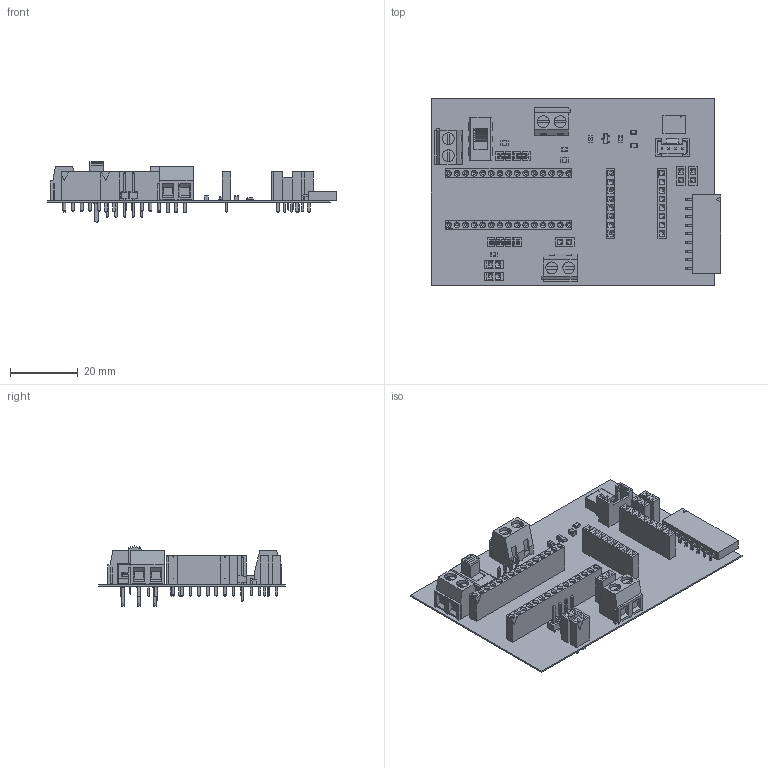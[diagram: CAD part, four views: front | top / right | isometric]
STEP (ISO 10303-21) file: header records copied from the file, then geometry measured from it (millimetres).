
FILE_DESCRIPTION(('Open CASCADE Model'),'2;1');
FILE_NAME('Open CASCADE Shape Model','2023-02-27T22:08:23',('Author'),( 'Open CASCADE'),'Open CASCADE STEP processor 7.5','Open CASCADE 7.5' ,'Unknown');
FILE_SCHEMA(('AUTOMOTIVE_DESIGN { 1 0 10303 214 1 1 1 1 }'));
Length unit declared in the file: millimetre
Products named in the file (92): PCB; Board; Open CASCADE STEP translator 7.5 1.1.1; J1; 5989111696; Body; LeadsArray; J6; 5989111616; C2; 6070078720; Extruded; 6070078480; J17; 5989111536; J8; 5989111296; U1; Diode_Diodes_Inc_BZX84C18-7-F_eec; body; pins; part number & logo; SW1; Switch_C&K_1101M2S3CQE2_eec; actuator; shell; terminal; body_; logo; R2; Res_Samsung_RC2012F333CS_eec; terminals; top; P2; TSW-104-08-X-S; P1; J16; J15; 5989110576; J14 ...
Assembly tree (105 placements, depth 5):
  PCB
    Board
      Open CASCADE STEP translator 7.5 1.1.1
    J1
      5989111696
        Body
        LeadsArray
    J6
      5989111616
        Body
        LeadsArray
    C2
      6070078720  x2
        Extruded
      6070078480
        Extruded
    J17
      5989111536
        Body
        LeadsArray
    J8
      5989111296
        LeadsArray
        Body
    U1
      Diode_Diodes_Inc_BZX84C18-7-F_eec
        body
        pins
        part number & logo
    SW1
      Switch_C&K_1101M2S3CQE2_eec
        actuator
        shell
        terminal
        body_
        logo
    R2
      Res_Samsung_RC2012F333CS_eec
        terminals
        body
        top
        logo
    P2
      TSW-104-08-X-S
    P1
      TSW-104-08-X-S
    J16
      5989111536
        Body
        LeadsArray
    J15
      5989110576
        Body
        LeadsArray
    J14
      5989110576
        Body
        LeadsArray
    J13
      Conn_Seeed_Studio_110990030_eec
Bounding box: 85.5 x 54.99 x 17.78 mm (x, y, z)
Volume: 8378.7 mm3; surface area: 20031.7 mm2
Topology: 166 solids, 166 shells, 3505 faces, 8367 edges, 5285 vertices
Faces by surface type: plane 2511, bspline 495, cylinder 347, cone 72, sphere 56, torus 24
Full cylindrical faces by diameter (mm): 0.547 x1, 0.85 x60, 2.388 x1
Entity records: 77526 total; most frequent: CARTESIAN_POINT 19106, ORIENTED_EDGE 11748, DIRECTION 10431, EDGE_CURVE 5874, LINE 4513, VECTOR 4513, VERTEX_POINT 3725, AXIS2_PLACEMENT_3D 2959
